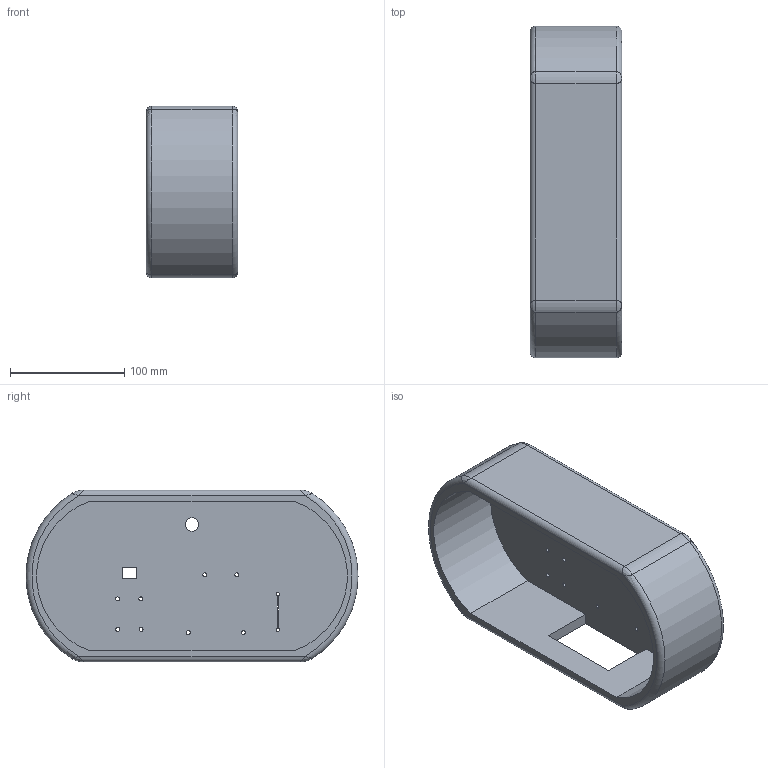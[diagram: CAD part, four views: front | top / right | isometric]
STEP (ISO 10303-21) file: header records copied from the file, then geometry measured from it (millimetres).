
FILE_DESCRIPTION(('CATIA V5 STEP Exchange','CAx-IF Rec.Pracs.--- Model Styling and Organization---1.5--- 2016-08-15','CAx-IF Rec.Pracs.---Supplemental Geometry---1.0---2011-11-01','CAx-IF Rec.Pracs.--- Composite Materials ---3.4---2017-06-13','CAx-IF Rec.Pracs.---Tessellated 3D Geometry---1.0---2015-12-17'),'2;1');
FILE_NAME('Handkontroll_Utskrift_1.2.stp','2024-04-23T09:21:14+00:00',('none'),('none'),'CATIA Version 5-6 Release 2023 SP1','CATIA V5 STEP AP242 v3','none');
FILE_SCHEMA(('AP242_MANAGED_MODEL_BASED_3D_ENGINEERING_MIM_LF {1 0 10303 442 1 1 4}'));
Length unit declared in the file: millimetre
Products named in the file (1): Part3
Bounding box: 80 x 290 x 150 mm (x, y, z)
Volume: 878671.1 mm3; surface area: 183381.6 mm2
Topology: 1 solids, 1 shells, 60 faces, 158 edges, 92 vertices
Faces by surface type: cylinder 32, plane 16, bspline 8, torus 4
Entity records: 2554 total; most frequent: CARTESIAN_POINT 1158, ORIENTED_EDGE 300, DIRECTION 220, EDGE_CURVE 150, AXIS2_PLACEMENT_3D 104, VERTEX_POINT 92, EDGE_LOOP 84, VECTOR 74
